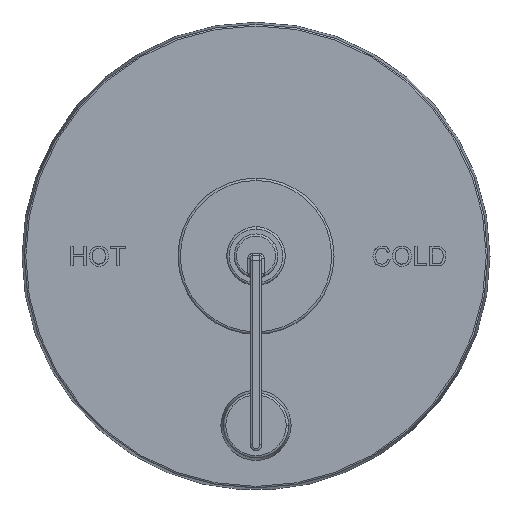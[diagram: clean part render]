
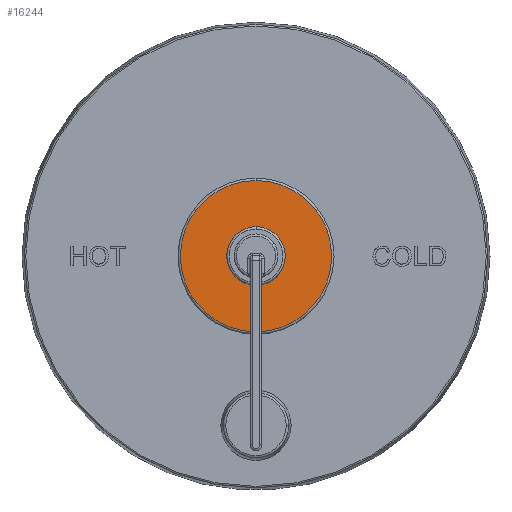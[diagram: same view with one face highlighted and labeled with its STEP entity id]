
A CAD part, top view. The second image highlights one B-rep face of the part: STEP entity #16244.
In plain terms, the highlighted face is planar.
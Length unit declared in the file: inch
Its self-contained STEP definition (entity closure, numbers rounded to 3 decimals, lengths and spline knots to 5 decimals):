
#16008=CARTESIAN_POINT('',(0.,0.2,0.));
#16009=DIRECTION('',(0.,-1.,0.));
#16010=DIRECTION('',(-1.,0.,0.));
#16011=AXIS2_PLACEMENT_3D('',#16008,#16009,#16010);
#16013=CARTESIAN_POINT('',(0.,0.2,0.));
#16014=DIRECTION('',(0.,-1.,0.));
#16015=DIRECTION('',(1.,0.,0.));
#16016=AXIS2_PLACEMENT_3D('',#16013,#16014,#16015);
#16018=CARTESIAN_POINT('',(0.,0.2,0.));
#16019=DIRECTION('',(0.,1.,0.));
#16020=DIRECTION('',(1.,0.,0.));
#16021=AXIS2_PLACEMENT_3D('',#16018,#16019,#16020);
#16023=CARTESIAN_POINT('',(0.,0.2,0.));
#16024=DIRECTION('',(0.,1.,0.));
#16025=DIRECTION('',(-1.,0.,0.));
#16026=AXIS2_PLACEMENT_3D('',#16023,#16024,#16025);
#16137=CARTESIAN_POINT('',(-0.35,0.2,0.));
#16138=VERTEX_POINT('',#16137);
#16139=CARTESIAN_POINT('',(0.35,0.2,0.));
#16140=VERTEX_POINT('',#16139);
#16145=CARTESIAN_POINT('',(0.97,0.2,0.));
#16146=CARTESIAN_POINT('',(-0.97,0.2,0.));
#16147=VERTEX_POINT('',#16145);
#16148=VERTEX_POINT('',#16146);
#16228=CARTESIAN_POINT('',(0.,0.2,0.));
#16229=DIRECTION('',(0.,-1.,0.));
#16230=DIRECTION('',(-1.,0.,0.));
#16231=AXIS2_PLACEMENT_3D('',#16228,#16229,#16230);
#16232=PLANE('',#16231);
#16233=ORIENTED_EDGE('',*,*,#16218,.F.);
#16235=ORIENTED_EDGE('',*,*,#16234,.F.);
#16236=EDGE_LOOP('',(#16233,#16235));
#16237=FACE_OUTER_BOUND('',#16236,.F.);
#16239=ORIENTED_EDGE('',*,*,#16238,.F.);
#16241=ORIENTED_EDGE('',*,*,#16240,.F.);
#16242=EDGE_LOOP('',(#16239,#16241));
#16243=FACE_BOUND('',#16242,.F.);
#16244=ADVANCED_FACE('',(#16237,#16243),#16232,.F.);
#16012=CIRCLE('',#16011,0.35);
#16017=CIRCLE('',#16016,0.35);
#16022=CIRCLE('',#16021,0.97);
#16027=CIRCLE('',#16026,0.97);
#16218=EDGE_CURVE('',#16147,#16148,#16022,.T.);
#16234=EDGE_CURVE('',#16148,#16147,#16027,.T.);
#16238=EDGE_CURVE('',#16138,#16140,#16012,.T.);
#16240=EDGE_CURVE('',#16140,#16138,#16017,.T.);
